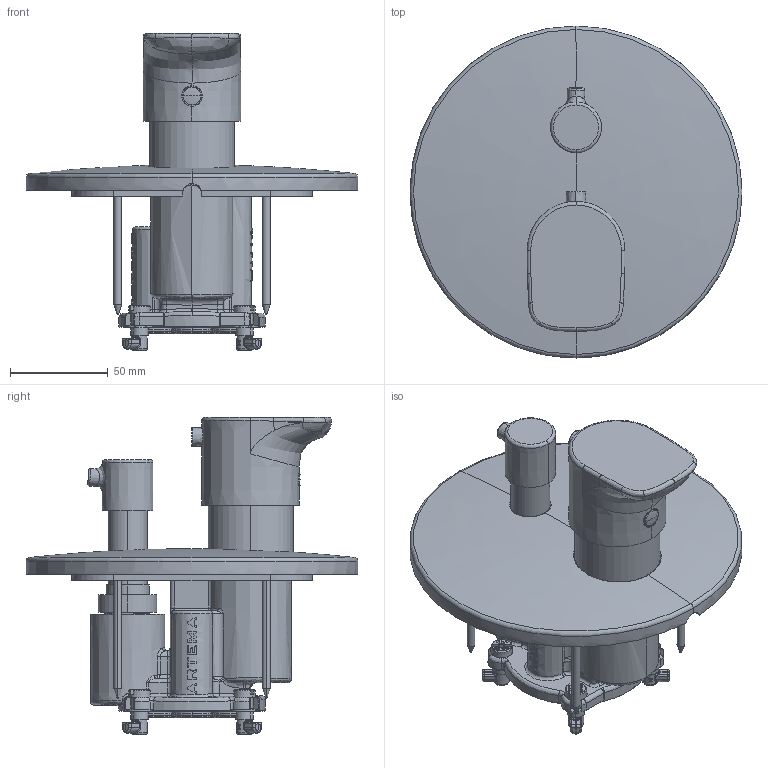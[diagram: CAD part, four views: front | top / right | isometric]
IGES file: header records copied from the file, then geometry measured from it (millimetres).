
Start section:  PTC IGES file: a42270_sw0001.igs
Global section: file name: a42270_sw0001.igs; native system: Creo Parametric by Parametric Technology Corporation; preprocessor: 2014000; author: burak.er; organization: Unknown; date: 20150204.093933; units: millimetre
Bounding box: 170 x 170 x 162.4 mm (x, y, z)
Volume: 491076.3 mm3; surface area: 164463 mm2
Topology: 2 solids, 3 shells, 3372 faces, 9088 edges, 5856 vertices
Faces by surface type: bspline 2271, revolution 828, extrusion 273
